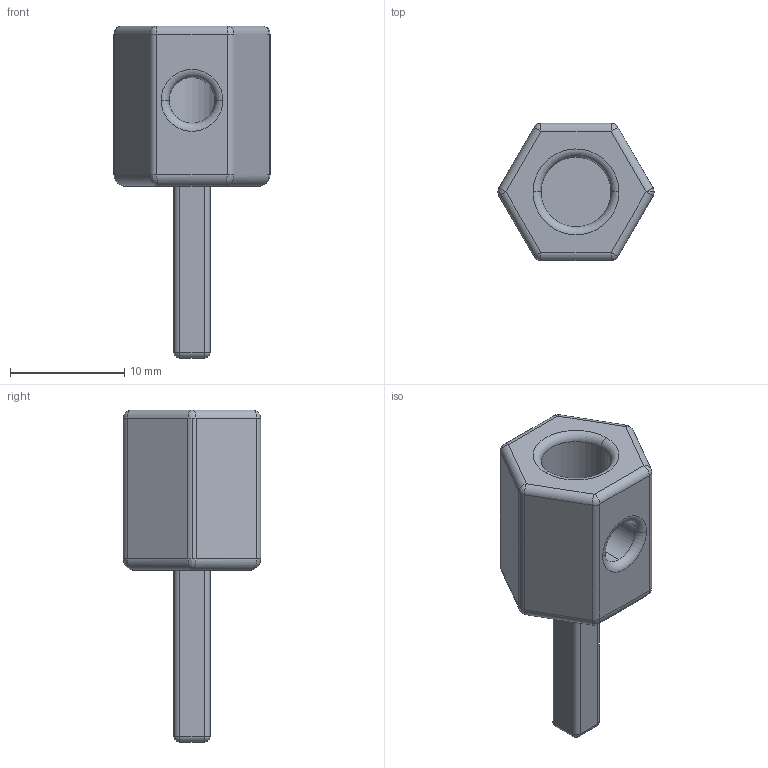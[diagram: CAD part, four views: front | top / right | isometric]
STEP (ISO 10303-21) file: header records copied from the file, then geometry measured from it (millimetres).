
FILE_DESCRIPTION (( 'STEP AP214' ), '1' );
FILE_NAME ('moyeux.STEP', '2022-06-24T15:27:41', ( '' ), ( '' ), 'SwSTEP 2.0', 'SolidWorks 2017', '' );
FILE_SCHEMA (( 'AUTOMOTIVE_DESIGN' ));
Length unit declared in the file: millimetre
Products named in the file (1): moyeux
Bounding box: 13.64 x 12 x 29 mm (x, y, z)
Volume: 1453.2 mm3; surface area: 1223.2 mm2
Topology: 1 solids, 1 shells, 66 faces, 149 edges, 73 vertices
Faces by surface type: cylinder 31, plane 14, sphere 11, bspline 6, torus 4
Entity records: 1925 total; most frequent: CARTESIAN_POINT 535, DIRECTION 303, ORIENTED_EDGE 270, EDGE_CURVE 135, AXIS2_PLACEMENT_3D 121, VERTEX_POINT 73, EDGE_LOOP 70, FACE_OUTER_BOUND 66
